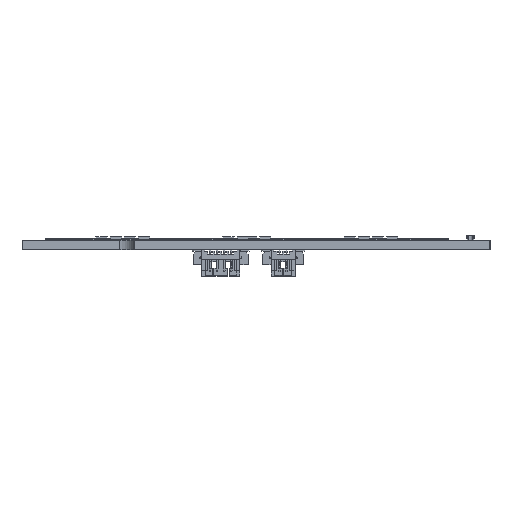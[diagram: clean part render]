
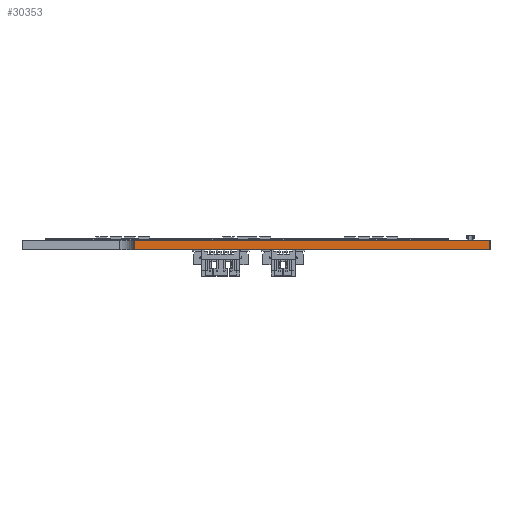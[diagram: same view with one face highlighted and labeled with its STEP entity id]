
A CAD part, left-side view. The second image highlights one B-rep face of the part: STEP entity #30353.
In plain terms, the highlighted planar face has unit normal (-1, 0, 0).
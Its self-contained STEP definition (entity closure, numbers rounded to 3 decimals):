
#28857 = PLANE('',#28858);
#28858 = AXIS2_PLACEMENT_3D('',#28859,#28860,#28861);
#28859 = CARTESIAN_POINT('',(305.888,-169.442,1.6));
#28860 = DIRECTION('',(0.,0.,1.));
#28861 = DIRECTION('',(1.,0.,0.));
#28911 = PLANE('',#28912);
#28912 = AXIS2_PLACEMENT_3D('',#28913,#28914,#28915);
#28913 = CARTESIAN_POINT('',(305.888,-169.442,0.));
#28914 = DIRECTION('',(0.,0.,1.));
#28915 = DIRECTION('',(1.,0.,0.));
#29020 = PLANE('',#29021);
#29021 = AXIS2_PLACEMENT_3D('',#29022,#29023,#29024);
#29022 = CARTESIAN_POINT('',(143.485,-147.726,0.));
#29023 = DIRECTION('',(-0.004,-1.,0.));
#29024 = DIRECTION('',(-1.,0.004,0.));
#29083 = VERTEX_POINT('',#29084);
#29084 = CARTESIAN_POINT('',(139.8,-147.71,0.));
#29105 = EDGE_CURVE('',#29083,#29106,#29108,.T.);
#29106 = VERTEX_POINT('',#29107);
#29107 = CARTESIAN_POINT('',(139.8,-210.76,0.));
#29108 = SURFACE_CURVE('',#29109,(#29113,#29120),.PCURVE_S1.);
#29109 = LINE('',#29110,#29111);
#29110 = CARTESIAN_POINT('',(139.8,-147.71,0.));
#29111 = VECTOR('',#29112,1.);
#29112 = DIRECTION('',(0.,-1.,0.));
#29113 = PCURVE('',#28911,#29114);
#29114 = DEFINITIONAL_REPRESENTATION('',(#29115),#29119);
#29115 = LINE('',#29116,#29117);
#29116 = CARTESIAN_POINT('',(-166.088,21.732));
#29117 = VECTOR('',#29118,1.);
#29118 = DIRECTION('',(0.,-1.));
#29119 = ( GEOMETRIC_REPRESENTATION_CONTEXT(2) 
PARAMETRIC_REPRESENTATION_CONTEXT() REPRESENTATION_CONTEXT('2D SPACE',''
  ) );
#29120 = PCURVE('',#29121,#29126);
#29121 = PLANE('',#29122);
#29122 = AXIS2_PLACEMENT_3D('',#29123,#29124,#29125);
#29123 = CARTESIAN_POINT('',(139.8,-147.71,0.));
#29124 = DIRECTION('',(1.,0.,0.));
#29125 = DIRECTION('',(0.,-1.,0.));
#29126 = DEFINITIONAL_REPRESENTATION('',(#29127),#29131);
#29127 = LINE('',#29128,#29129);
#29128 = CARTESIAN_POINT('',(0.,0.));
#29129 = VECTOR('',#29130,1.);
#29130 = DIRECTION('',(1.,0.));
#29131 = ( GEOMETRIC_REPRESENTATION_CONTEXT(2) 
PARAMETRIC_REPRESENTATION_CONTEXT() REPRESENTATION_CONTEXT('2D SPACE',''
  ) );
#29149 = PLANE('',#29150);
#29150 = AXIS2_PLACEMENT_3D('',#29151,#29152,#29153);
#29151 = CARTESIAN_POINT('',(139.8,-210.76,0.));
#29152 = DIRECTION('',(0.,1.,0.));
#29153 = DIRECTION('',(1.,0.,0.));
#29731 = VERTEX_POINT('',#29732);
#29732 = CARTESIAN_POINT('',(139.8,-147.71,1.6));
#29753 = EDGE_CURVE('',#29731,#29754,#29756,.T.);
#29754 = VERTEX_POINT('',#29755);
#29755 = CARTESIAN_POINT('',(139.8,-210.76,1.6));
#29756 = SURFACE_CURVE('',#29757,(#29761,#29768),.PCURVE_S1.);
#29757 = LINE('',#29758,#29759);
#29758 = CARTESIAN_POINT('',(139.8,-147.71,1.6));
#29759 = VECTOR('',#29760,1.);
#29760 = DIRECTION('',(0.,-1.,0.));
#29761 = PCURVE('',#28857,#29762);
#29762 = DEFINITIONAL_REPRESENTATION('',(#29763),#29767);
#29763 = LINE('',#29764,#29765);
#29764 = CARTESIAN_POINT('',(-166.088,21.732));
#29765 = VECTOR('',#29766,1.);
#29766 = DIRECTION('',(0.,-1.));
#29767 = ( GEOMETRIC_REPRESENTATION_CONTEXT(2) 
PARAMETRIC_REPRESENTATION_CONTEXT() REPRESENTATION_CONTEXT('2D SPACE',''
  ) );
#29768 = PCURVE('',#29121,#29769);
#29769 = DEFINITIONAL_REPRESENTATION('',(#29770),#29774);
#29770 = LINE('',#29771,#29772);
#29771 = CARTESIAN_POINT('',(0.,-1.6));
#29772 = VECTOR('',#29773,1.);
#29773 = DIRECTION('',(1.,0.));
#29774 = ( GEOMETRIC_REPRESENTATION_CONTEXT(2) 
PARAMETRIC_REPRESENTATION_CONTEXT() REPRESENTATION_CONTEXT('2D SPACE',''
  ) );
#30305 = EDGE_CURVE('',#29083,#29731,#30306,.T.);
#30306 = SURFACE_CURVE('',#30307,(#30311,#30318),.PCURVE_S1.);
#30307 = LINE('',#30308,#30309);
#30308 = CARTESIAN_POINT('',(139.8,-147.71,0.));
#30309 = VECTOR('',#30310,1.);
#30310 = DIRECTION('',(0.,0.,1.));
#30311 = PCURVE('',#29020,#30312);
#30312 = DEFINITIONAL_REPRESENTATION('',(#30313),#30317);
#30313 = LINE('',#30314,#30315);
#30314 = CARTESIAN_POINT('',(3.685,0.));
#30315 = VECTOR('',#30316,1.);
#30316 = DIRECTION('',(0.,-1.));
#30317 = ( GEOMETRIC_REPRESENTATION_CONTEXT(2) 
PARAMETRIC_REPRESENTATION_CONTEXT() REPRESENTATION_CONTEXT('2D SPACE',''
  ) );
#30318 = PCURVE('',#29121,#30319);
#30319 = DEFINITIONAL_REPRESENTATION('',(#30320),#30324);
#30320 = LINE('',#30321,#30322);
#30321 = CARTESIAN_POINT('',(0.,0.));
#30322 = VECTOR('',#30323,1.);
#30323 = DIRECTION('',(0.,-1.));
#30324 = ( GEOMETRIC_REPRESENTATION_CONTEXT(2) 
PARAMETRIC_REPRESENTATION_CONTEXT() REPRESENTATION_CONTEXT('2D SPACE',''
  ) );
#30353 = ADVANCED_FACE('',(#30354),#29121,.F.);
#30354 = FACE_BOUND('',#30355,.F.);
#30355 = EDGE_LOOP('',(#30356,#30357,#30358,#30379));
#30356 = ORIENTED_EDGE('',*,*,#30305,.T.);
#30357 = ORIENTED_EDGE('',*,*,#29753,.T.);
#30358 = ORIENTED_EDGE('',*,*,#30359,.F.);
#30359 = EDGE_CURVE('',#29106,#29754,#30360,.T.);
#30360 = SURFACE_CURVE('',#30361,(#30365,#30372),.PCURVE_S1.);
#30361 = LINE('',#30362,#30363);
#30362 = CARTESIAN_POINT('',(139.8,-210.76,0.));
#30363 = VECTOR('',#30364,1.);
#30364 = DIRECTION('',(0.,0.,1.));
#30365 = PCURVE('',#29121,#30366);
#30366 = DEFINITIONAL_REPRESENTATION('',(#30367),#30371);
#30367 = LINE('',#30368,#30369);
#30368 = CARTESIAN_POINT('',(63.05,0.));
#30369 = VECTOR('',#30370,1.);
#30370 = DIRECTION('',(0.,-1.));
#30371 = ( GEOMETRIC_REPRESENTATION_CONTEXT(2) 
PARAMETRIC_REPRESENTATION_CONTEXT() REPRESENTATION_CONTEXT('2D SPACE',''
  ) );
#30372 = PCURVE('',#29149,#30373);
#30373 = DEFINITIONAL_REPRESENTATION('',(#30374),#30378);
#30374 = LINE('',#30375,#30376);
#30375 = CARTESIAN_POINT('',(0.,0.));
#30376 = VECTOR('',#30377,1.);
#30377 = DIRECTION('',(0.,-1.));
#30378 = ( GEOMETRIC_REPRESENTATION_CONTEXT(2) 
PARAMETRIC_REPRESENTATION_CONTEXT() REPRESENTATION_CONTEXT('2D SPACE',''
  ) );
#30379 = ORIENTED_EDGE('',*,*,#29105,.F.);
